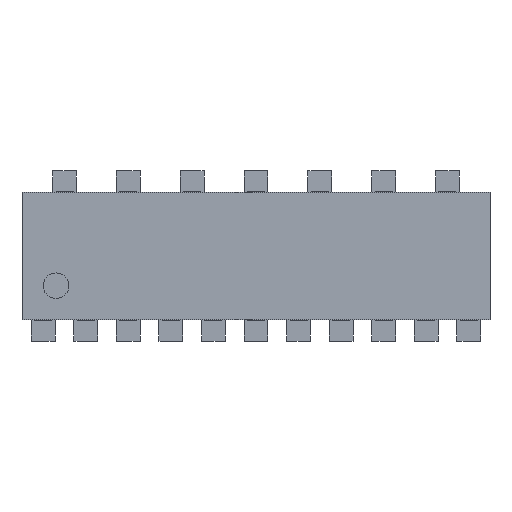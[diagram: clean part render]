
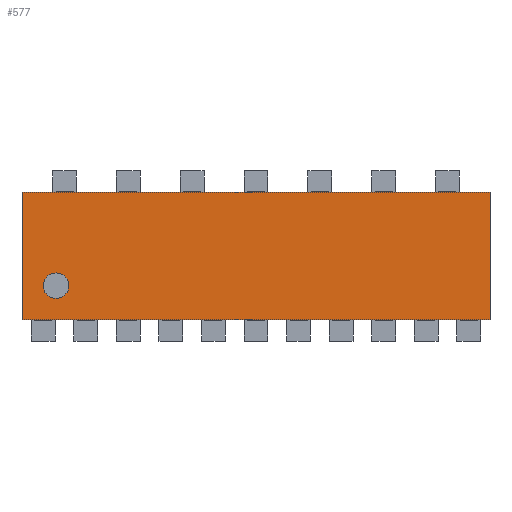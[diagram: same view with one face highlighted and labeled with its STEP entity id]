
A CAD part, top view. The second image highlights one B-rep face of the part: STEP entity #577.
In plain terms, the highlighted planar face has unit normal (0, 0, 1).
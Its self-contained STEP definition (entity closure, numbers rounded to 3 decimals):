
#577=ADVANCED_FACE('',(#987,#988),#781,.T.);
#781=PLANE('',#4562);
#983=CIRCLE('',#4560,0.15);
#984=CIRCLE('',#4561,0.15);
#987=FACE_BOUND('',#993,.T.);
#988=FACE_BOUND('',#994,.T.);
#993=EDGE_LOOP('',(#1201,#1202,#1203,#1204));
#994=EDGE_LOOP('',(#1205,#1206));
#1201=ORIENTED_EDGE('',*,*,#2785,.T.);
#1202=ORIENTED_EDGE('',*,*,#2786,.T.);
#1203=ORIENTED_EDGE('',*,*,#2787,.T.);
#1204=ORIENTED_EDGE('',*,*,#2788,.T.);
#1205=ORIENTED_EDGE('',*,*,#2789,.F.);
#1206=ORIENTED_EDGE('',*,*,#2790,.F.);
#2389=VERTEX_POINT('',#5778);
#2390=VERTEX_POINT('',#5779);
#2391=VERTEX_POINT('',#5781);
#2392=VERTEX_POINT('',#5783);
#2393=VERTEX_POINT('',#5786);
#2394=VERTEX_POINT('',#5787);
#2785=EDGE_CURVE('',#2389,#2390,#3379,.T.);
#2786=EDGE_CURVE('',#2390,#2391,#3380,.T.);
#2787=EDGE_CURVE('',#2391,#2392,#3381,.T.);
#2788=EDGE_CURVE('',#2392,#2389,#3382,.T.);
#2789=EDGE_CURVE('',#2393,#2394,#983,.T.);
#2790=EDGE_CURVE('',#2394,#2393,#984,.T.);
#3379=LINE('',#5777,#3969);
#3380=LINE('',#5780,#3970);
#3381=LINE('',#5782,#3971);
#3382=LINE('',#5784,#3972);
#3969=VECTOR('',#4770,1.);
#3970=VECTOR('',#4771,1.);
#3971=VECTOR('',#4772,1.);
#3972=VECTOR('',#4773,1.);
#4560=AXIS2_PLACEMENT_3D('',#5785,#4774,#4775);
#4561=AXIS2_PLACEMENT_3D('',#5788,#4776,#4777);
#4562=AXIS2_PLACEMENT_3D('',#5789,#4778,#4779);
#4770=DIRECTION('',(1.,0.,0.));
#4771=DIRECTION('',(0.,1.,0.));
#4772=DIRECTION('',(-1.,0.,0.));
#4773=DIRECTION('',(0.,-1.,0.));
#4774=DIRECTION('',(0.,0.,1.));
#4775=DIRECTION('',(-1.,0.,0.));
#4776=DIRECTION('',(0.,0.,1.));
#4777=DIRECTION('',(1.,0.,0.));
#4778=DIRECTION('',(0.,0.,1.));
#4779=DIRECTION('',(-1.,0.,0.));
#5777=CARTESIAN_POINT('',(-2.75,-0.75,0.626));
#5778=CARTESIAN_POINT('',(-2.75,-0.75,0.626));
#5779=CARTESIAN_POINT('',(2.75,-0.75,0.626));
#5780=CARTESIAN_POINT('',(2.75,-0.75,0.626));
#5781=CARTESIAN_POINT('',(2.75,0.75,0.626));
#5782=CARTESIAN_POINT('',(2.75,0.75,0.626));
#5783=CARTESIAN_POINT('',(-2.75,0.75,0.626));
#5784=CARTESIAN_POINT('',(-2.75,0.75,0.626));
#5785=CARTESIAN_POINT('',(-2.35,-0.35,0.626));
#5786=CARTESIAN_POINT('',(-2.5,-0.35,0.626));
#5787=CARTESIAN_POINT('',(-2.2,-0.35,0.626));
#5788=CARTESIAN_POINT('',(-2.35,-0.35,0.626));
#5789=CARTESIAN_POINT('',(0.,0.,0.626));
